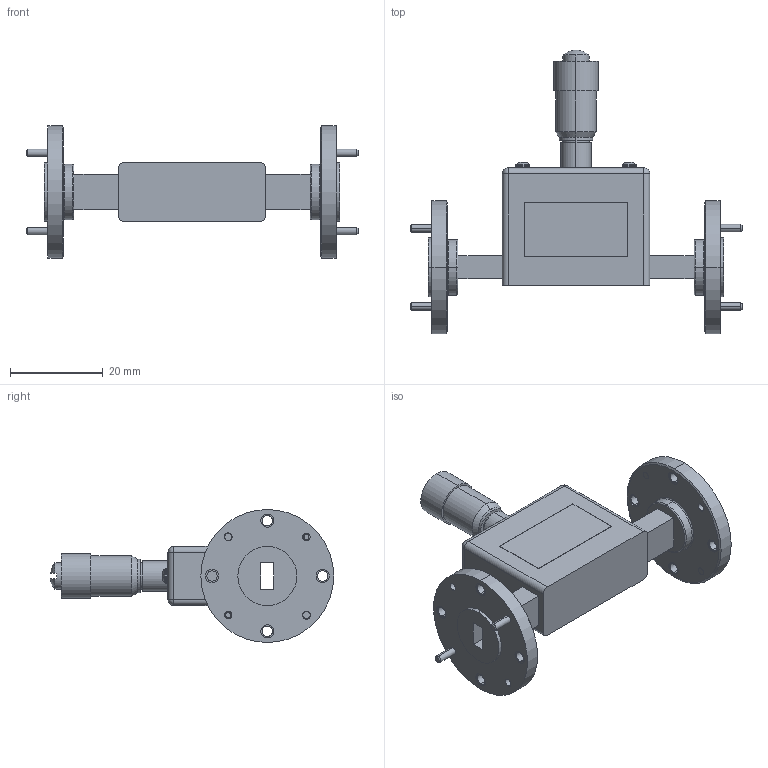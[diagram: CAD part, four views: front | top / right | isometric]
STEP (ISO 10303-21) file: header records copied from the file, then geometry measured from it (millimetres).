
FILE_DESCRIPTION (( 'STEP AP214' ), '1' );
FILE_NAME ('SMW22AT001-30_3D.step', '2023-05-11T16:58:23', ( '' ), ( '' ), 'SwSTEP 2.0', 'SolidWorks 2022', '' );
FILE_SCHEMA (( 'AUTOMOTIVE_DESIGN' ));
Length unit declared in the file: inch
Products named in the file (1): SMW22AT001-30_3D
Bounding box: 71.42 x 61.02 x 28.6 mm (x, y, z)
Volume: 15995.1 mm3; surface area: 8702.1 mm2
Topology: 1 solids, 1 shells, 287 faces, 699 edges, 450 vertices
Faces by surface type: cylinder 137, plane 100, cone 26, torus 16, sphere 8
Entity records: 8659 total; most frequent: CARTESIAN_POINT 1695, DIRECTION 1537, ORIENTED_EDGE 1386, EDGE_CURVE 693, AXIS2_PLACEMENT_3D 628, VERTEX_POINT 450, EDGE_LOOP 355, CIRCLE 340
